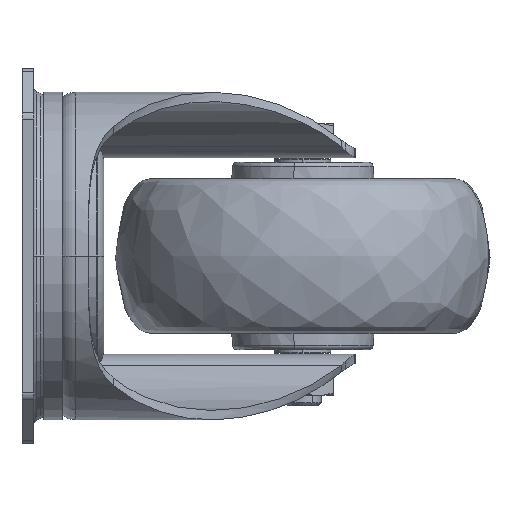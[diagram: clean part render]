
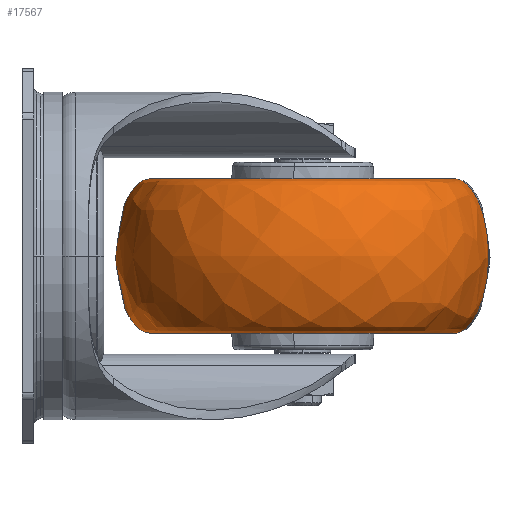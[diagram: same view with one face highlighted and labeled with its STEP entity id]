
A CAD part, left-side view. The second image highlights one B-rep face of the part: STEP entity #17567.
In plain terms, the highlighted free-form (B-spline) face has degree [3, 3] with [4, 4] control points.
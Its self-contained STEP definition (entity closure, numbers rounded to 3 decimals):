
#152 = CARTESIAN_POINT ( 'NONE',  ( 33.944, -92.246, 16.5 ) ) ;
#1260 = ORIENTED_EDGE ( 'NONE', *, *, #10350, .F. ) ;
#1459 = CARTESIAN_POINT ( 'NONE',  ( 32.072, -107.129, 16.5 ) ) ;
#1685 = CARTESIAN_POINT ( 'NONE',  ( 32.072, -107.129, -16.5 ) ) ;
#1796 = CARTESIAN_POINT ( 'NONE',  ( 33.944, -92.246, 16.5 ) ) ;
#2340 = CARTESIAN_POINT ( 'NONE',  ( 42.056, -27.754, 16.5 ) ) ;
#2940 = FACE_OUTER_BOUND ( 'NONE', #5584, .T. ) ;
#3569 = ORIENTED_EDGE ( 'NONE', *, *, #23698, .T. ) ;
#3575 = CARTESIAN_POINT ( 'NONE',  ( -22.435, -19.642, -16.5 ) ) ;
#5142 = CARTESIAN_POINT ( 'NONE',  ( 38., -60., 16.5 ) ) ;
#5185 = DIRECTION ( 'NONE',  ( 0., 0., -1. ) ) ;
#5584 = EDGE_LOOP ( 'NONE', ( #20703, #20161, #3569, #1260 ) ) ;
#6727 =( BOUNDED_CURVE ( )  B_SPLINE_CURVE ( 3, ( #8966, #14944, #22869, #20869 ),
 .UNSPECIFIED., .F., .F. ) 
 B_SPLINE_CURVE_WITH_KNOTS ( ( 4, 4 ),
 ( 0., 3.142 ),
 .UNSPECIFIED. ) 
 CURVE ( )  GEOMETRIC_REPRESENTATION_ITEM ( )  RATIONAL_B_SPLINE_CURVE ( ( 1., 0.333, 0.333, 1. ) ) 
 REPRESENTATION_ITEM ( '' )  );
#7183 = CARTESIAN_POINT ( 'NONE',  ( 43.928, -12.871, -16.5 ) ) ;
#7805 = VERTEX_POINT ( 'NONE', #23654 ) ;
#8469 =( BOUNDED_SURFACE ( )  B_SPLINE_SURFACE ( 3, 3, ( 
 ( #1796, #8922, #12708, #18815 ),
 ( #1459, #18567, #12826, #18938 ),
 ( #1685, #11284, #20595, #7183 ),
 ( #14783, #20476, #3575, #22716 ) ),
 .UNSPECIFIED., .F., .F., .T. ) 
 B_SPLINE_SURFACE_WITH_KNOTS ( ( 4, 4 ),
 ( 4, 4 ),
 ( 0., 1. ),
 ( 0., 1. ),
 .UNSPECIFIED. ) 
 GEOMETRIC_REPRESENTATION_ITEM ( )  RATIONAL_B_SPLINE_SURFACE ( (
 ( 1., 0.333, 0.333, 1.),
 ( 0.333, 0.111, 0.111, 0.333),
 ( 0.333, 0.111, 0.111, 0.333),
 ( 1., 0.333, 0.333, 1.) ) ) 
 REPRESENTATION_ITEM ( '' )  SURFACE ( )  );
#8922 = CARTESIAN_POINT ( 'NONE',  ( -30.548, -84.133, 16.5 ) ) ;
#8966 = CARTESIAN_POINT ( 'NONE',  ( 33.944, -92.246, 16.5 ) ) ;
#9245 = VERTEX_POINT ( 'NONE', #12174 ) ;
#9443 = VERTEX_POINT ( 'NONE', #152 ) ;
#9583 = CARTESIAN_POINT ( 'NONE',  ( 43.928, -12.871, -16.5 ) ) ;
#9953 = CARTESIAN_POINT ( 'NONE',  ( 42.056, -27.754, -16.5 ) ) ;
#10350 = EDGE_CURVE ( 'NONE', #7805, #9245, #20116, .T. ) ;
#10900 = CARTESIAN_POINT ( 'NONE',  ( 38., -60., -16.5 ) ) ;
#11104 = DIRECTION ( 'NONE',  ( 0., 0., -1. ) ) ;
#11284 = CARTESIAN_POINT ( 'NONE',  ( -62.186, -95.272, -16.5 ) ) ;
#11478 = CARTESIAN_POINT ( 'NONE',  ( 43.928, -12.871, 16.5 ) ) ;
#12174 = CARTESIAN_POINT ( 'NONE',  ( 42.056, -27.754, -16.5 ) ) ;
#12335 = EDGE_CURVE ( 'NONE', #9443, #7805, #6727, .T. ) ;
#12468 = CARTESIAN_POINT ( 'NONE',  ( 42.056, -27.754, 16.5 ) ) ;
#12708 = CARTESIAN_POINT ( 'NONE',  ( -22.435, -19.642, 16.5 ) ) ;
#12826 = CARTESIAN_POINT ( 'NONE',  ( -50.329, -1.015, 16.5 ) ) ;
#14615 = DIRECTION ( 'NONE',  ( 0.125, 0.992, 0. ) ) ;
#14783 = CARTESIAN_POINT ( 'NONE',  ( 33.944, -92.246, -16.5 ) ) ;
#14944 = CARTESIAN_POINT ( 'NONE',  ( 32.072, -107.129, 16.5 ) ) ;
#17283 = AXIS2_PLACEMENT_3D ( 'NONE', #10900, #5185, #19009 ) ;
#17390 = VERTEX_POINT ( 'NONE', #12468 ) ;
#17567 = ADVANCED_FACE ( 'NONE', ( #2940 ), #8469, .F. ) ;
#17746 =( BOUNDED_CURVE ( )  B_SPLINE_CURVE ( 3, ( #2340, #11478, #9583, #9953 ),
 .UNSPECIFIED., .F., .F. ) 
 B_SPLINE_CURVE_WITH_KNOTS ( ( 4, 4 ),
 ( 0., 3.142 ),
 .UNSPECIFIED. ) 
 CURVE ( )  GEOMETRIC_REPRESENTATION_ITEM ( )  RATIONAL_B_SPLINE_CURVE ( ( 1., 0.333, 0.333, 1. ) ) 
 REPRESENTATION_ITEM ( '' )  );
#18327 = EDGE_CURVE ( 'NONE', #9443, #17390, #21549, .T. ) ;
#18567 = CARTESIAN_POINT ( 'NONE',  ( -62.186, -95.272, 16.5 ) ) ;
#18815 = CARTESIAN_POINT ( 'NONE',  ( 42.056, -27.754, 16.5 ) ) ;
#18938 = CARTESIAN_POINT ( 'NONE',  ( 43.928, -12.871, 16.5 ) ) ;
#19009 = DIRECTION ( 'NONE',  ( 0.125, 0.992, 0. ) ) ;
#20116 = CIRCLE ( 'NONE', #17283, 32.5 ) ;
#20161 = ORIENTED_EDGE ( 'NONE', *, *, #18327, .T. ) ;
#20476 = CARTESIAN_POINT ( 'NONE',  ( -30.548, -84.133, -16.5 ) ) ;
#20595 = CARTESIAN_POINT ( 'NONE',  ( -50.329, -1.015, -16.5 ) ) ;
#20703 = ORIENTED_EDGE ( 'NONE', *, *, #12335, .F. ) ;
#20778 = AXIS2_PLACEMENT_3D ( 'NONE', #5142, #11104, #14615 ) ;
#20869 = CARTESIAN_POINT ( 'NONE',  ( 33.944, -92.246, -16.5 ) ) ;
#21549 = CIRCLE ( 'NONE', #20778, 32.5 ) ;
#22716 = CARTESIAN_POINT ( 'NONE',  ( 42.056, -27.754, -16.5 ) ) ;
#22869 = CARTESIAN_POINT ( 'NONE',  ( 32.072, -107.129, -16.5 ) ) ;
#23654 = CARTESIAN_POINT ( 'NONE',  ( 33.944, -92.246, -16.5 ) ) ;
#23698 = EDGE_CURVE ( 'NONE', #17390, #9245, #17746, .T. ) ;
